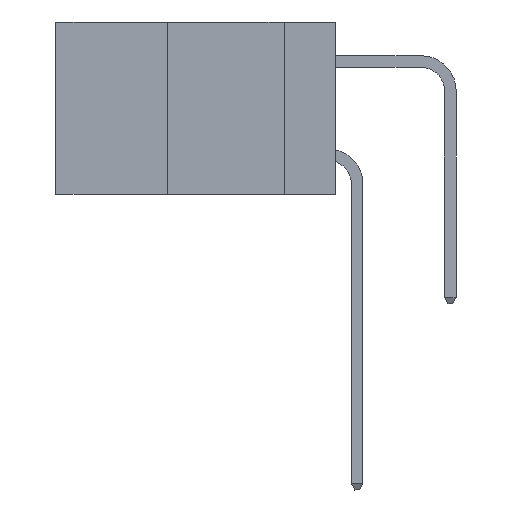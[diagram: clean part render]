
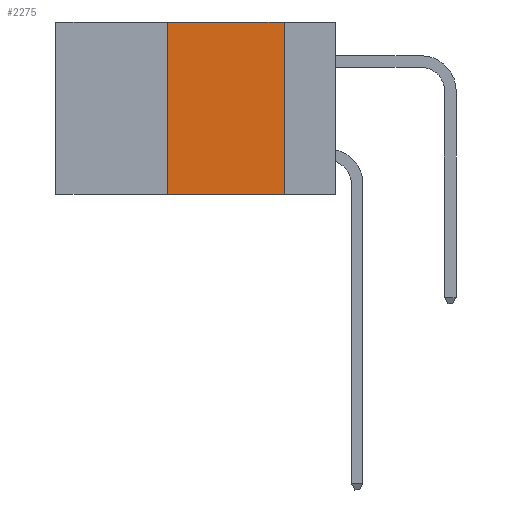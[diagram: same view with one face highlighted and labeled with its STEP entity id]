
A CAD part, left-side view. The second image highlights one B-rep face of the part: STEP entity #2275.
In plain terms, the highlighted planar face has unit normal (-1, 0, 0).
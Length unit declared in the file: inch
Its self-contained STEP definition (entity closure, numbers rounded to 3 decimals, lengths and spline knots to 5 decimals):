
#1104 = VERTEX_POINT ( 'NONE', #17155 ) ;
#1578 = VECTOR ( 'NONE', #21609, 39.37008 ) ;
#2275 = ADVANCED_FACE ( 'NONE', ( #8224 ), #12319, .F. ) ;
#3233 = LINE ( 'NONE', #5518, #7604 ) ;
#4253 = CARTESIAN_POINT ( 'NONE',  ( 0., 0.36, 0. ) ) ;
#5329 = VERTEX_POINT ( 'NONE', #4253 ) ;
#5518 = CARTESIAN_POINT ( 'NONE',  ( 0., 0.6, -0.37 ) ) ;
#5960 = EDGE_LOOP ( 'NONE', ( #11149, #17456, #11640, #6979 ) ) ;
#6515 = LINE ( 'NONE', #26277, #1578 ) ;
#6979 = ORIENTED_EDGE ( 'NONE', *, *, #8515, .T. ) ;
#7170 = CARTESIAN_POINT ( 'NONE',  ( 0., 0.6, 0. ) ) ;
#7604 = VECTOR ( 'NONE', #12049, 39.37008 ) ;
#8224 = FACE_OUTER_BOUND ( 'NONE', #5960, .T. ) ;
#8515 = EDGE_CURVE ( 'NONE', #27989, #17503, #3233, .T. ) ;
#8670 = EDGE_CURVE ( 'NONE', #27989, #5329, #6515, .T. ) ;
#8785 = CARTESIAN_POINT ( 'NONE',  ( 0., 0.11, -0.37 ) ) ;
#9596 = CARTESIAN_POINT ( 'NONE',  ( 0., 0.6, 0. ) ) ;
#9700 = EDGE_CURVE ( 'NONE', #5329, #1104, #19944, .T. ) ;
#9857 = CARTESIAN_POINT ( 'NONE',  ( 0., 0.36, -0.37 ) ) ;
#10470 = DIRECTION ( 'NONE',  ( 0., 0., -1. ) ) ;
#11149 = ORIENTED_EDGE ( 'NONE', *, *, #12817, .F. ) ;
#11640 = ORIENTED_EDGE ( 'NONE', *, *, #8670, .F. ) ;
#12049 = DIRECTION ( 'NONE',  ( 0., -1., 0. ) ) ;
#12319 = PLANE ( 'NONE',  #26479 ) ;
#12817 = EDGE_CURVE ( 'NONE', #1104, #17503, #24255, .T. ) ;
#13228 = CARTESIAN_POINT ( 'NONE',  ( 0., 0.11, 0. ) ) ;
#17155 = CARTESIAN_POINT ( 'NONE',  ( 0., 0.11, 0. ) ) ;
#17456 = ORIENTED_EDGE ( 'NONE', *, *, #9700, .F. ) ;
#17503 = VERTEX_POINT ( 'NONE', #8785 ) ;
#17769 = DIRECTION ( 'NONE',  ( 0., -1., 0. ) ) ;
#19699 = VECTOR ( 'NONE', #10470, 39.37008 ) ;
#19944 = LINE ( 'NONE', #7170, #20092 ) ;
#20092 = VECTOR ( 'NONE', #17769, 39.37008 ) ;
#21295 = DIRECTION ( 'NONE',  ( 1., 0., 0. ) ) ;
#21609 = DIRECTION ( 'NONE',  ( 0., 0., 1. ) ) ;
#24255 = LINE ( 'NONE', #13228, #19699 ) ;
#24842 = DIRECTION ( 'NONE',  ( 0., 0., -1. ) ) ;
#26277 = CARTESIAN_POINT ( 'NONE',  ( 0., 0.36, 0. ) ) ;
#26479 = AXIS2_PLACEMENT_3D ( 'NONE', #9596, #21295, #24842 ) ;
#27989 = VERTEX_POINT ( 'NONE', #9857 ) ;
